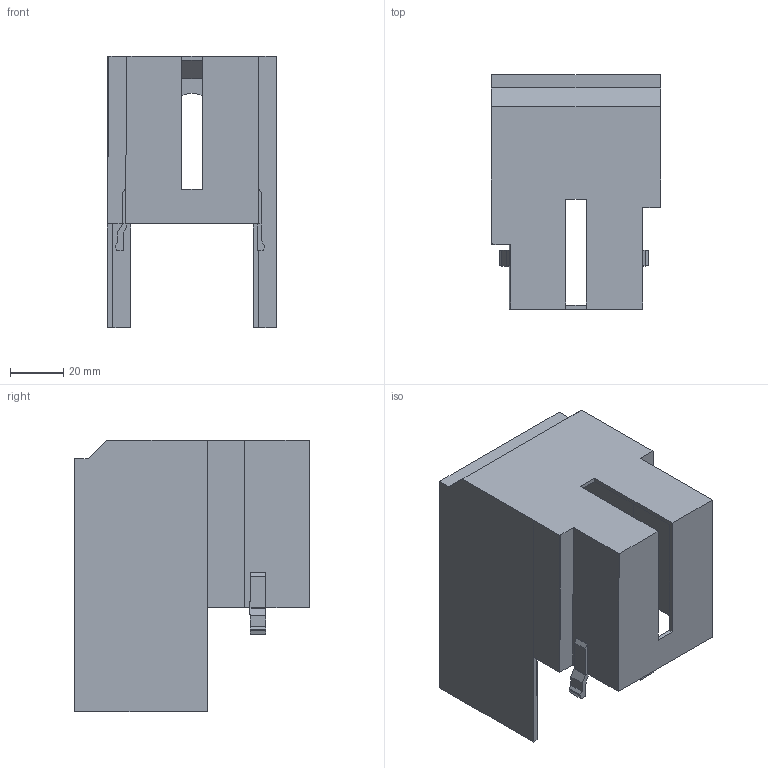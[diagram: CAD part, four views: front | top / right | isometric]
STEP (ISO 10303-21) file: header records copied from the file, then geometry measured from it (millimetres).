
FILE_DESCRIPTION(('CATIA V5 STEP'),'2;1');
FILE_NAME('33796_L_Kontaktabdeckung.stp','2019-04-12T09:56:31+00:00',('none'),('Jean Müller GmbH'),'CATIA Version 5 Release 19 SP 9 (IN-10)','CATIA V5 STEP AP214','none');
FILE_SCHEMA(('AUTOMOTIVE_DESIGN { 1 0 10303 214 1 1 1 1 }'));
Length unit declared in the file: millimetre
Products named in the file (1): 33796_L_Kontaktabdeckung
Bounding box: 63.5 x 88 x 102 mm (x, y, z)
Volume: 44697.7 mm3; surface area: 51938.7 mm2
Topology: 1 solids, 1 shells, 76 faces, 222 edges, 146 vertices
Faces by surface type: plane 74, cylinder 2
Entity records: 2828 total; most frequent: CARTESIAN_POINT 449, ORIENTED_EDGE 444, DIRECTION 337, EDGE_CURVE 222, VECTOR 205, LINE 205, VERTEX_POINT 146, ADVANCED_FACE 76
